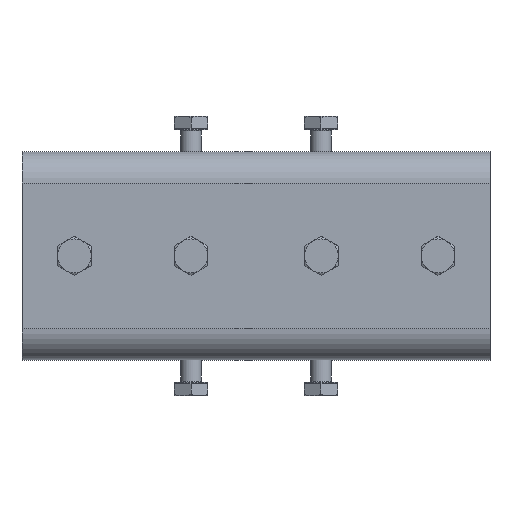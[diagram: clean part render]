
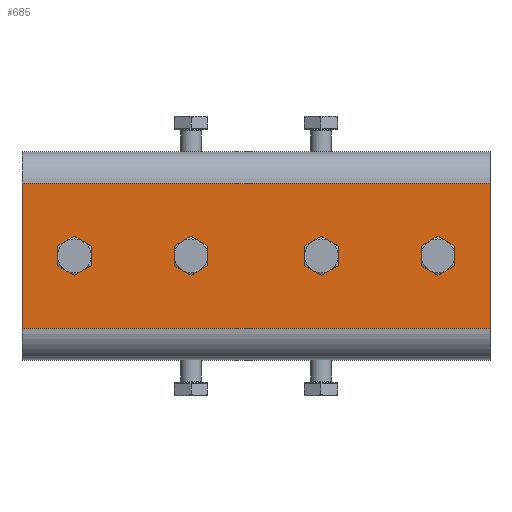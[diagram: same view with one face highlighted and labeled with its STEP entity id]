
A CAD part, top view. The second image highlights one B-rep face of the part: STEP entity #685.
In plain terms, the highlighted planar face has unit normal (0, 0, 1).
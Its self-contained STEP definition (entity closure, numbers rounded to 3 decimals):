
#685=ADVANCED_FACE('',(#1331,#1332,#1333,#1334,#1335),#1336,.T.);
#1331=FACE_OUTER_BOUND('',#2005,.T.);
#1332=FACE_BOUND('',#2006,.T.);
#1333=FACE_BOUND('',#2007,.T.);
#1334=FACE_BOUND('',#2008,.T.);
#1335=FACE_BOUND('',#2009,.T.);
#1336=PLANE('',#2010);
#2005=EDGE_LOOP('',(#3244,#3245,#3246,#3247));
#2006=EDGE_LOOP('',(#3248));
#2007=EDGE_LOOP('',(#3249));
#2008=EDGE_LOOP('',(#3250));
#2009=EDGE_LOOP('',(#3251));
#2010=AXIS2_PLACEMENT_3D('',#3252,#3253,#3254);
#3244=ORIENTED_EDGE('',*,*,#4233,.T.);
#3245=ORIENTED_EDGE('',*,*,#4043,.F.);
#3246=ORIENTED_EDGE('',*,*,#4167,.F.);
#3247=ORIENTED_EDGE('',*,*,#3897,.T.);
#3248=ORIENTED_EDGE('',*,*,#4230,.T.);
#3249=ORIENTED_EDGE('',*,*,#4240,.T.);
#3250=ORIENTED_EDGE('',*,*,#3894,.T.);
#3251=ORIENTED_EDGE('',*,*,#3818,.T.);
#3252=CARTESIAN_POINT('',(-54.449,180.331,97.253));
#3253=DIRECTION('',(0.,0.,1.));
#3254=DIRECTION('',(1.,0.,0.));
#3818=EDGE_CURVE('',#4419,#4419,#4420,.T.);
#3894=EDGE_CURVE('',#4551,#4551,#4552,.T.);
#3897=EDGE_CURVE('',#4557,#4555,#4558,.T.);
#4043=EDGE_CURVE('',#4790,#4788,#4792,.T.);
#4167=EDGE_CURVE('',#4557,#4790,#4968,.T.);
#4230=EDGE_CURVE('',#5046,#5046,#5047,.T.);
#4233=EDGE_CURVE('',#4555,#4788,#5050,.T.);
#4240=EDGE_CURVE('',#5058,#5058,#5059,.T.);
#4419=VERTEX_POINT('',#5282);
#4420=CIRCLE('',#5283,3.324);
#4551=VERTEX_POINT('',#5561);
#4552=CIRCLE('',#5562,3.324);
#4555=VERTEX_POINT('',#5565);
#4557=VERTEX_POINT('',#5567);
#4558=LINE('',#5568,#5569);
#4788=VERTEX_POINT('',#5992);
#4790=VERTEX_POINT('',#5994);
#4792=LINE('',#5996,#5997);
#4968=LINE('',#6362,#6363);
#5046=VERTEX_POINT('',#6504);
#5047=CIRCLE('',#6505,3.324);
#5050=LINE('',#6508,#6509);
#5058=VERTEX_POINT('',#6517);
#5059=CIRCLE('',#6518,3.324);
#5282=CARTESIAN_POINT('',(-29.773,160.331,97.253));
#5283=AXIS2_PLACEMENT_3D('',#6844,#6845,#6846);
#5561=CARTESIAN_POINT('',(-29.773,115.331,97.253));
#5562=AXIS2_PLACEMENT_3D('',#6920,#6921,#6922);
#5565=CARTESIAN_POINT('',(1.551,180.331,97.253));
#5567=CARTESIAN_POINT('',(1.551,0.331,97.253));
#5568=CARTESIAN_POINT('',(1.551,180.331,97.253));
#5569=VECTOR('',#6926,1.);
#5992=CARTESIAN_POINT('',(-54.449,180.331,97.253));
#5994=CARTESIAN_POINT('',(-54.449,0.331,97.253));
#5996=CARTESIAN_POINT('',(-54.449,180.331,97.253));
#5997=VECTOR('',#7082,1.);
#6362=CARTESIAN_POINT('',(-26.449,0.331,97.253));
#6363=VECTOR('',#7202,1.);
#6504=CARTESIAN_POINT('',(-29.773,20.331,97.253));
#6505=AXIS2_PLACEMENT_3D('',#7267,#7268,#7269);
#6508=CARTESIAN_POINT('',(-26.449,180.331,97.253));
#6509=VECTOR('',#7273,1.);
#6517=CARTESIAN_POINT('',(-26.449,62.008,97.253));
#6518=AXIS2_PLACEMENT_3D('',#7286,#7287,#7288);
#6844=CARTESIAN_POINT('',(-26.449,160.331,97.253));
#6845=DIRECTION('',(0.,0.,-1.));
#6846=DIRECTION('',(-1.,0.,0.));
#6920=CARTESIAN_POINT('',(-26.449,115.331,97.253));
#6921=DIRECTION('',(0.,0.,-1.));
#6922=DIRECTION('',(-1.,0.,0.));
#6926=DIRECTION('',(0.,1.,0.));
#7082=DIRECTION('',(0.,1.,0.));
#7202=DIRECTION('',(-1.,0.,0.));
#7267=CARTESIAN_POINT('',(-26.449,20.331,97.253));
#7268=DIRECTION('',(0.,0.,-1.));
#7269=DIRECTION('',(-1.,0.,0.));
#7273=DIRECTION('',(-1.,0.,0.));
#7286=CARTESIAN_POINT('',(-26.449,65.331,97.253));
#7287=DIRECTION('',(0.,0.,-1.));
#7288=DIRECTION('',(0.,-1.,0.));
